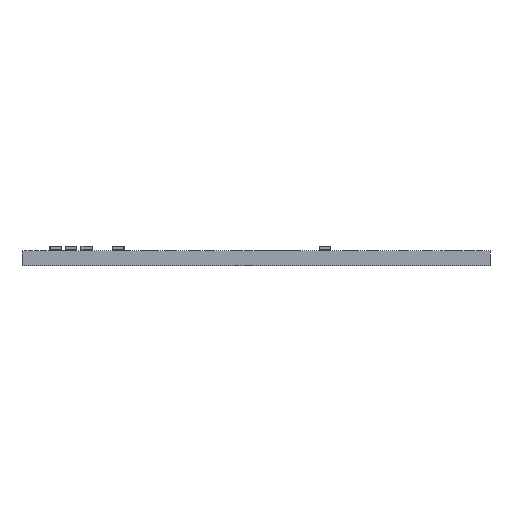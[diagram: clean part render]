
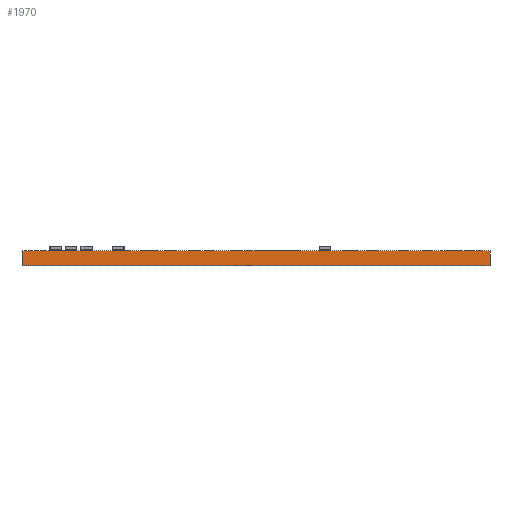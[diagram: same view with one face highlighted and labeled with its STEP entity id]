
A CAD part, front view. The second image highlights one B-rep face of the part: STEP entity #1970.
In plain terms, the highlighted planar face has unit normal (0, -1, 0).
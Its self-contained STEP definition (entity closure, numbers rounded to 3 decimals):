
#1970 = ADVANCED_FACE('',(#1971),#1985,.F.);
#1971 = FACE_BOUND('',#1972,.F.);
#1972 = EDGE_LOOP('',(#1973,#2008,#2036,#2064));
#1973 = ORIENTED_EDGE('',*,*,#1974,.T.);
#1974 = EDGE_CURVE('',#1975,#1977,#1979,.T.);
#1975 = VERTEX_POINT('',#1976);
#1976 = CARTESIAN_POINT('',(-25.,-25.,0.));
#1977 = VERTEX_POINT('',#1978);
#1978 = CARTESIAN_POINT('',(-25.,-25.,1.6));
#1979 = SURFACE_CURVE('',#1980,(#1984,#1996),.PCURVE_S1.);
#1980 = LINE('',#1981,#1982);
#1981 = CARTESIAN_POINT('',(-25.,-25.,0.));
#1982 = VECTOR('',#1983,1.);
#1983 = DIRECTION('',(0.,0.,1.));
#1984 = PCURVE('',#1985,#1990);
#1985 = PLANE('',#1986);
#1986 = AXIS2_PLACEMENT_3D('',#1987,#1988,#1989);
#1987 = CARTESIAN_POINT('',(-25.,-25.,0.));
#1988 = DIRECTION('',(0.,1.,0.));
#1989 = DIRECTION('',(1.,0.,0.));
#1990 = DEFINITIONAL_REPRESENTATION('',(#1991),#1995);
#1991 = LINE('',#1992,#1993);
#1992 = CARTESIAN_POINT('',(0.,0.));
#1993 = VECTOR('',#1994,1.);
#1994 = DIRECTION('',(0.,-1.));
#1995 = ( GEOMETRIC_REPRESENTATION_CONTEXT(2) 
PARAMETRIC_REPRESENTATION_CONTEXT() REPRESENTATION_CONTEXT('2D SPACE',''
  ) );
#1996 = PCURVE('',#1997,#2002);
#1997 = PLANE('',#1998);
#1998 = AXIS2_PLACEMENT_3D('',#1999,#2000,#2001);
#1999 = CARTESIAN_POINT('',(-25.,25.,0.));
#2000 = DIRECTION('',(1.,0.,0.));
#2001 = DIRECTION('',(0.,-1.,0.));
#2002 = DEFINITIONAL_REPRESENTATION('',(#2003),#2007);
#2003 = LINE('',#2004,#2005);
#2004 = CARTESIAN_POINT('',(50.,0.));
#2005 = VECTOR('',#2006,1.);
#2006 = DIRECTION('',(0.,-1.));
#2007 = ( GEOMETRIC_REPRESENTATION_CONTEXT(2) 
PARAMETRIC_REPRESENTATION_CONTEXT() REPRESENTATION_CONTEXT('2D SPACE',''
  ) );
#2008 = ORIENTED_EDGE('',*,*,#2009,.T.);
#2009 = EDGE_CURVE('',#1977,#2010,#2012,.T.);
#2010 = VERTEX_POINT('',#2011);
#2011 = CARTESIAN_POINT('',(25.,-25.,1.6));
#2012 = SURFACE_CURVE('',#2013,(#2017,#2024),.PCURVE_S1.);
#2013 = LINE('',#2014,#2015);
#2014 = CARTESIAN_POINT('',(-25.,-25.,1.6));
#2015 = VECTOR('',#2016,1.);
#2016 = DIRECTION('',(1.,0.,0.));
#2017 = PCURVE('',#1985,#2018);
#2018 = DEFINITIONAL_REPRESENTATION('',(#2019),#2023);
#2019 = LINE('',#2020,#2021);
#2020 = CARTESIAN_POINT('',(0.,-1.6));
#2021 = VECTOR('',#2022,1.);
#2022 = DIRECTION('',(1.,0.));
#2023 = ( GEOMETRIC_REPRESENTATION_CONTEXT(2) 
PARAMETRIC_REPRESENTATION_CONTEXT() REPRESENTATION_CONTEXT('2D SPACE',''
  ) );
#2024 = PCURVE('',#2025,#2030);
#2025 = PLANE('',#2026);
#2026 = AXIS2_PLACEMENT_3D('',#2027,#2028,#2029);
#2027 = CARTESIAN_POINT('',(0.,0.,1.6));
#2028 = DIRECTION('',(0.,0.,1.));
#2029 = DIRECTION('',(1.,0.,0.));
#2030 = DEFINITIONAL_REPRESENTATION('',(#2031),#2035);
#2031 = LINE('',#2032,#2033);
#2032 = CARTESIAN_POINT('',(-25.,-25.));
#2033 = VECTOR('',#2034,1.);
#2034 = DIRECTION('',(1.,0.));
#2035 = ( GEOMETRIC_REPRESENTATION_CONTEXT(2) 
PARAMETRIC_REPRESENTATION_CONTEXT() REPRESENTATION_CONTEXT('2D SPACE',''
  ) );
#2036 = ORIENTED_EDGE('',*,*,#2037,.F.);
#2037 = EDGE_CURVE('',#2038,#2010,#2040,.T.);
#2038 = VERTEX_POINT('',#2039);
#2039 = CARTESIAN_POINT('',(25.,-25.,0.));
#2040 = SURFACE_CURVE('',#2041,(#2045,#2052),.PCURVE_S1.);
#2041 = LINE('',#2042,#2043);
#2042 = CARTESIAN_POINT('',(25.,-25.,0.));
#2043 = VECTOR('',#2044,1.);
#2044 = DIRECTION('',(0.,0.,1.));
#2045 = PCURVE('',#1985,#2046);
#2046 = DEFINITIONAL_REPRESENTATION('',(#2047),#2051);
#2047 = LINE('',#2048,#2049);
#2048 = CARTESIAN_POINT('',(50.,0.));
#2049 = VECTOR('',#2050,1.);
#2050 = DIRECTION('',(0.,-1.));
#2051 = ( GEOMETRIC_REPRESENTATION_CONTEXT(2) 
PARAMETRIC_REPRESENTATION_CONTEXT() REPRESENTATION_CONTEXT('2D SPACE',''
  ) );
#2052 = PCURVE('',#2053,#2058);
#2053 = PLANE('',#2054);
#2054 = AXIS2_PLACEMENT_3D('',#2055,#2056,#2057);
#2055 = CARTESIAN_POINT('',(25.,-25.,0.));
#2056 = DIRECTION('',(-1.,0.,0.));
#2057 = DIRECTION('',(0.,1.,0.));
#2058 = DEFINITIONAL_REPRESENTATION('',(#2059),#2063);
#2059 = LINE('',#2060,#2061);
#2060 = CARTESIAN_POINT('',(0.,0.));
#2061 = VECTOR('',#2062,1.);
#2062 = DIRECTION('',(0.,-1.));
#2063 = ( GEOMETRIC_REPRESENTATION_CONTEXT(2) 
PARAMETRIC_REPRESENTATION_CONTEXT() REPRESENTATION_CONTEXT('2D SPACE',''
  ) );
#2064 = ORIENTED_EDGE('',*,*,#2065,.F.);
#2065 = EDGE_CURVE('',#1975,#2038,#2066,.T.);
#2066 = SURFACE_CURVE('',#2067,(#2071,#2078),.PCURVE_S1.);
#2067 = LINE('',#2068,#2069);
#2068 = CARTESIAN_POINT('',(-25.,-25.,0.));
#2069 = VECTOR('',#2070,1.);
#2070 = DIRECTION('',(1.,0.,0.));
#2071 = PCURVE('',#1985,#2072);
#2072 = DEFINITIONAL_REPRESENTATION('',(#2073),#2077);
#2073 = LINE('',#2074,#2075);
#2074 = CARTESIAN_POINT('',(0.,0.));
#2075 = VECTOR('',#2076,1.);
#2076 = DIRECTION('',(1.,0.));
#2077 = ( GEOMETRIC_REPRESENTATION_CONTEXT(2) 
PARAMETRIC_REPRESENTATION_CONTEXT() REPRESENTATION_CONTEXT('2D SPACE',''
  ) );
#2078 = PCURVE('',#2079,#2084);
#2079 = PLANE('',#2080);
#2080 = AXIS2_PLACEMENT_3D('',#2081,#2082,#2083);
#2081 = CARTESIAN_POINT('',(0.,0.,0.));
#2082 = DIRECTION('',(0.,0.,1.));
#2083 = DIRECTION('',(1.,0.,0.));
#2084 = DEFINITIONAL_REPRESENTATION('',(#2085),#2089);
#2085 = LINE('',#2086,#2087);
#2086 = CARTESIAN_POINT('',(-25.,-25.));
#2087 = VECTOR('',#2088,1.);
#2088 = DIRECTION('',(1.,0.));
#2089 = ( GEOMETRIC_REPRESENTATION_CONTEXT(2) 
PARAMETRIC_REPRESENTATION_CONTEXT() REPRESENTATION_CONTEXT('2D SPACE',''
  ) );
